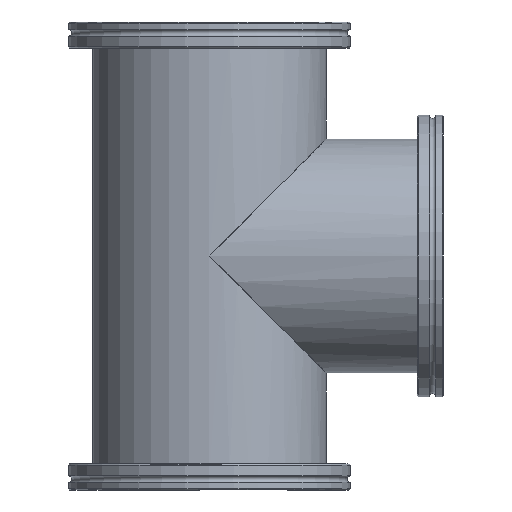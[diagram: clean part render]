
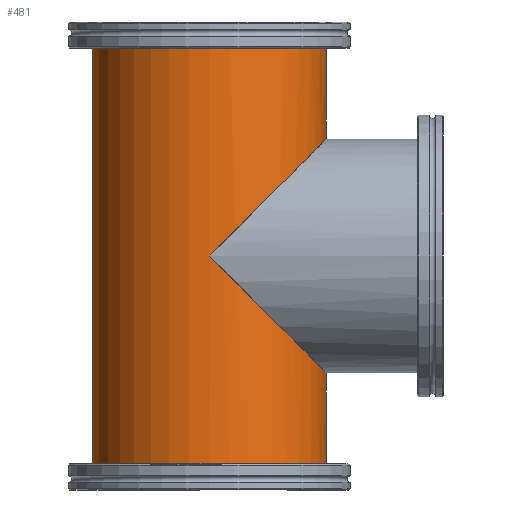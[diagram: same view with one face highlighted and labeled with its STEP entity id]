
A CAD part, left-side view. The second image highlights one B-rep face of the part: STEP entity #481.
In plain terms, the highlighted cylindrical face has radius 54 mm (diameter 108 mm), a full revolution.
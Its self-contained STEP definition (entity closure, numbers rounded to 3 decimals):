
#59=CIRCLE('',#601,54.);
#60=CIRCLE('',#602,54.);
#98=CYLINDRICAL_SURFACE('',#600,54.);
#111=FACE_OUTER_BOUND('',#142,.T.);
#142=EDGE_LOOP('',(#342,#343,#344,#345,#346,#347,#348,#349));
#182=LINE('',#889,#201);
#183=LINE('',#891,#202);
#201=VECTOR('',#701,54.);
#202=VECTOR('',#702,54.);
#218=ELLIPSE('',#595,76.368,54.);
#220=ELLIPSE('',#598,76.368,54.);
#226=VERTEX_POINT('',#875);
#227=VERTEX_POINT('',#876);
#230=VERTEX_POINT('',#887);
#231=VERTEX_POINT('',#890);
#268=EDGE_CURVE('',#226,#227,#218,.T.);
#272=EDGE_CURVE('',#227,#226,#220,.T.);
#274=EDGE_CURVE('',#230,#230,#59,.T.);
#275=EDGE_CURVE('',#230,#227,#182,.T.);
#276=EDGE_CURVE('',#227,#231,#183,.T.);
#277=EDGE_CURVE('',#231,#231,#60,.T.);
#342=ORIENTED_EDGE('',*,*,#274,.F.);
#343=ORIENTED_EDGE('',*,*,#275,.T.);
#344=ORIENTED_EDGE('',*,*,#276,.T.);
#345=ORIENTED_EDGE('',*,*,#277,.F.);
#346=ORIENTED_EDGE('',*,*,#276,.F.);
#347=ORIENTED_EDGE('',*,*,#272,.T.);
#348=ORIENTED_EDGE('',*,*,#268,.T.);
#349=ORIENTED_EDGE('',*,*,#275,.F.);
#481=ADVANCED_FACE('',(#111),#98,.T.);
#595=AXIS2_PLACEMENT_3D('',#877,#685,#686);
#598=AXIS2_PLACEMENT_3D('',#884,#693,#694);
#600=AXIS2_PLACEMENT_3D('',#886,#697,#698);
#601=AXIS2_PLACEMENT_3D('',#888,#699,#700);
#602=AXIS2_PLACEMENT_3D('',#892,#703,#704);
#685=DIRECTION('center_axis',(0.,0.707,0.707));
#686=DIRECTION('ref_axis',(0.,-0.707,0.707));
#693=DIRECTION('center_axis',(0.,0.707,-0.707));
#694=DIRECTION('ref_axis',(0.,-0.707,-0.707));
#697=DIRECTION('center_axis',(0.,0.,1.));
#698=DIRECTION('ref_axis',(-1.,0.,0.));
#699=DIRECTION('center_axis',(0.,0.,1.));
#700=DIRECTION('ref_axis',(-1.,0.,0.));
#701=DIRECTION('',(0.,0.,-1.));
#702=DIRECTION('',(0.,0.,-1.));
#703=DIRECTION('center_axis',(0.,0.,-1.));
#704=DIRECTION('ref_axis',(-1.,0.,0.));
#875=CARTESIAN_POINT('',(-54.,0.,101.4));
#876=CARTESIAN_POINT('',(54.,0.,101.4));
#877=CARTESIAN_POINT('Origin',(0.,0.,101.4));
#884=CARTESIAN_POINT('Origin',(0.,0.,101.4));
#886=CARTESIAN_POINT('Origin',(0.,0.,0.));
#887=CARTESIAN_POINT('',(54.,0.,202.8));
#888=CARTESIAN_POINT('Origin',(0.,0.,202.8));
#889=CARTESIAN_POINT('',(54.,0.,0.));
#890=CARTESIAN_POINT('',(54.,0.,0.));
#891=CARTESIAN_POINT('',(54.,0.,0.));
#892=CARTESIAN_POINT('Origin',(0.,0.,0.));
